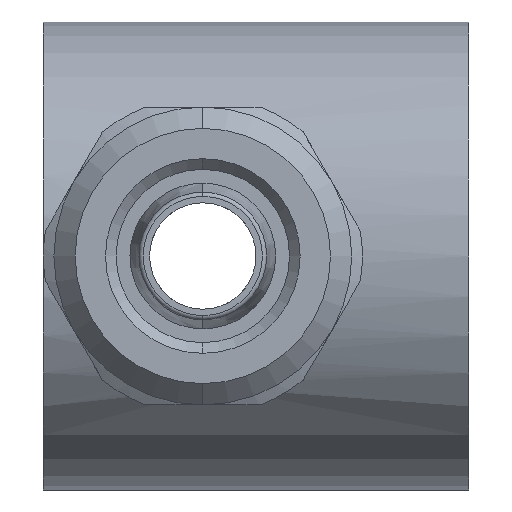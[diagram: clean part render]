
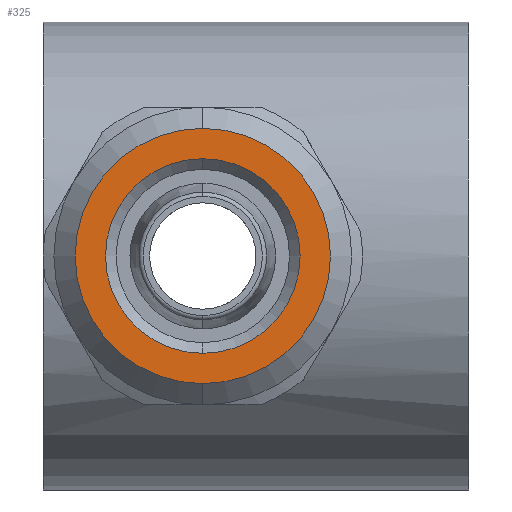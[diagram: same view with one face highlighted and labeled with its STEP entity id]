
A CAD part, left-side view. The second image highlights one B-rep face of the part: STEP entity #325.
In plain terms, the highlighted planar face has unit normal (-1, 0, 0).
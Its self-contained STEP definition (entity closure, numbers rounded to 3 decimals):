
#325 = ADVANCED_FACE ( 'NONE', ( #3615, #3616 ), #1417, .T. ) ;
#331 = EDGE_CURVE ( 'NONE', #3789, #3786, #745, .T. ) ;
#334 = EDGE_CURVE ( 'NONE', #3790, #3791, #740, .T. ) ;
#562 = AXIS2_PLACEMENT_3D ( 'NONE', #1984, #1985, #1986 ) ;
#566 = AXIS2_PLACEMENT_3D ( 'NONE', #1981, #1982, #1983 ) ;
#573 = CIRCLE ( 'NONE', #562, 4.575 ) ;
#581 = CIRCLE ( 'NONE', #566, 6. ) ;
#738 = AXIS2_PLACEMENT_3D ( 'NONE', #1441, #1442, #1443 ) ;
#740 = CIRCLE ( 'NONE', #738, 6. ) ;
#743 = AXIS2_PLACEMENT_3D ( 'NONE', #1434, #1435, #1436 ) ;
#745 = CIRCLE ( 'NONE', #743, 4.575 ) ;
#752 = AXIS2_PLACEMENT_3D ( 'NONE', #1418, #1419, #1420 ) ;
#1169 = EDGE_LOOP ( 'NONE', ( #3432, #3433 ) ) ;
#1170 = EDGE_LOOP ( 'NONE', ( #3435, #3434 ) ) ;
#1417 = PLANE ( 'NONE',  #752 ) ;
#1418 = CARTESIAN_POINT ( 'NONE',  ( -26.852, 6., 0. ) ) ;
#1419 = DIRECTION ( 'NONE',  ( -1., 0., 0. ) ) ;
#1420 = DIRECTION ( 'NONE',  ( 0., 0., 1. ) ) ;
#1434 = CARTESIAN_POINT ( 'NONE',  ( -26.852, 0., 0. ) ) ;
#1435 = DIRECTION ( 'NONE',  ( 1., 0., 0. ) ) ;
#1436 = DIRECTION ( 'NONE',  ( 0., 0., -1. ) ) ;
#1441 = CARTESIAN_POINT ( 'NONE',  ( -26.852, 0., 0. ) ) ;
#1442 = DIRECTION ( 'NONE',  ( 1., 0., 0. ) ) ;
#1443 = DIRECTION ( 'NONE',  ( 0., 0., -1. ) ) ;
#1981 = CARTESIAN_POINT ( 'NONE',  ( -26.852, 0., 0. ) ) ;
#1982 = DIRECTION ( 'NONE',  ( 1., 0., 0. ) ) ;
#1983 = DIRECTION ( 'NONE',  ( 0., 0., -1. ) ) ;
#1984 = CARTESIAN_POINT ( 'NONE',  ( -26.852, 0., 0. ) ) ;
#1985 = DIRECTION ( 'NONE',  ( 1., 0., 0. ) ) ;
#1986 = DIRECTION ( 'NONE',  ( 0., 0., -1. ) ) ;
#2996 = CARTESIAN_POINT ( 'NONE',  ( -26.852, 0., -4.575 ) ) ;
#2999 = CARTESIAN_POINT ( 'NONE',  ( -26.852, 0., 4.575 ) ) ;
#3000 = CARTESIAN_POINT ( 'NONE',  ( -26.852, 0., -6. ) ) ;
#3001 = CARTESIAN_POINT ( 'NONE',  ( -26.852, 0., 6. ) ) ;
#3149 = EDGE_CURVE ( 'NONE', #3791, #3790, #581, .T. ) ;
#3150 = EDGE_CURVE ( 'NONE', #3786, #3789, #573, .T. ) ;
#3432 = ORIENTED_EDGE ( 'NONE', *, *, #331, .T. ) ;
#3433 = ORIENTED_EDGE ( 'NONE', *, *, #3150, .T. ) ;
#3434 = ORIENTED_EDGE ( 'NONE', *, *, #3149, .F. ) ;
#3435 = ORIENTED_EDGE ( 'NONE', *, *, #334, .F. ) ;
#3615 = FACE_BOUND ( 'NONE', #1169, .T. ) ;
#3616 = FACE_OUTER_BOUND ( 'NONE', #1170, .T. ) ;
#3786 = VERTEX_POINT ( 'NONE', #2996 ) ;
#3789 = VERTEX_POINT ( 'NONE', #2999 ) ;
#3790 = VERTEX_POINT ( 'NONE', #3000 ) ;
#3791 = VERTEX_POINT ( 'NONE', #3001 ) ;
